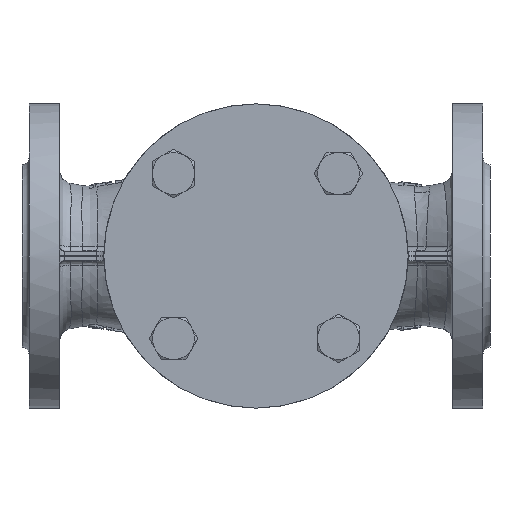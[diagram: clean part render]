
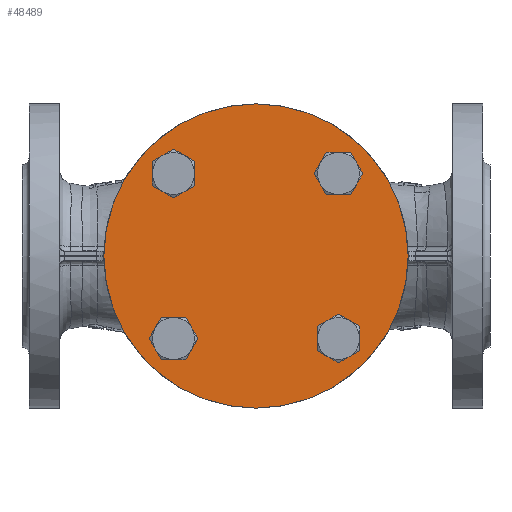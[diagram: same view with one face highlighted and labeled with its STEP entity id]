
A CAD part, front view. The second image highlights one B-rep face of the part: STEP entity #48489.
In plain terms, the highlighted planar face has unit normal (0, -1, 0).
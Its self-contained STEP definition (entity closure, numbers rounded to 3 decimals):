
#5567 = EDGE_CURVE ( 'NONE', #94128, #94062, #66009, .T. ) ;
#5882 = EDGE_CURVE ( 'NONE', #8494, #94130, #119164, .T. ) ;
#8252 = VERTEX_POINT ( 'NONE', #154267 ) ;
#8450 = VERTEX_POINT ( 'NONE', #154465 ) ;
#8494 = VERTEX_POINT ( 'NONE', #154509 ) ;
#8622 = VERTEX_POINT ( 'NONE', #154637 ) ;
#8634 = VERTEX_POINT ( 'NONE', #154649 ) ;
#8750 = VERTEX_POINT ( 'NONE', #154765 ) ;
#9024 = VERTEX_POINT ( 'NONE', #155039 ) ;
#14150 = EDGE_CURVE ( 'NONE', #94130, #8494, #60152, .T. ) ;
#14151 = EDGE_CURVE ( 'NONE', #8252, #8634, #60587, .T. ) ;
#14152 = EDGE_CURVE ( 'NONE', #8622, #8750, #139402, .T. ) ;
#14153 = EDGE_CURVE ( 'NONE', #9024, #8450, #139397, .T. ) ;
#14154 = EDGE_CURVE ( 'NONE', #94062, #94128, #139394, .T. ) ;
#33874 = PLANE ( 'NONE',  #36015 ) ;
#33881 = FACE_BOUND ( 'NONE', #131388, .T. ) ;
#33888 = FACE_BOUND ( 'NONE', #131360, .T. ) ;
#33890 = FACE_BOUND ( 'NONE', #96072, .T. ) ;
#33893 = CARTESIAN_POINT ( 'NONE',  ( 0., -116.021, 0. ) ) ;
#33895 = FACE_OUTER_BOUND ( 'NONE', #131510, .T. ) ;
#33899 = FACE_BOUND ( 'NONE', #131418, .T. ) ;
#33901 = DIRECTION ( 'NONE',  ( 0., 1., 0. ) ) ;
#33903 = DIRECTION ( 'NONE',  ( 0., 0., 1. ) ) ;
#36015 = AXIS2_PLACEMENT_3D ( 'NONE', #33893, #33901, #33903 ) ;
#48489 = ADVANCED_FACE ( 'NONE', ( #33890, #33881, #33895, #33899, #33888 ), #33874, .F. ) ;
#60145 = AXIS2_PLACEMENT_3D ( 'NONE', #155785, #155786, #155788 ) ;
#60152 = CIRCLE ( 'NONE', #60145, 6.461 ) ;
#60587 = CIRCLE ( 'NONE', #139400, 6.461 ) ;
#66009 = CIRCLE ( 'NONE', #66094, 6.461 ) ;
#66094 = AXIS2_PLACEMENT_3D ( 'NONE', #138858, #138860, #138862 ) ;
#71057 = ORIENTED_EDGE ( 'NONE', *, *, #140273, .F. ) ;
#71060 = ORIENTED_EDGE ( 'NONE', *, *, #14153, .F. ) ;
#71063 = ORIENTED_EDGE ( 'NONE', *, *, #5567, .F. ) ;
#71066 = ORIENTED_EDGE ( 'NONE', *, *, #14154, .F. ) ;
#71069 = ORIENTED_EDGE ( 'NONE', *, *, #14152, .F. ) ;
#71072 = ORIENTED_EDGE ( 'NONE', *, *, #140584, .F. ) ;
#71075 = ORIENTED_EDGE ( 'NONE', *, *, #140560, .F. ) ;
#71078 = ORIENTED_EDGE ( 'NONE', *, *, #14151, .F. ) ;
#71081 = ORIENTED_EDGE ( 'NONE', *, *, #14150, .F. ) ;
#71087 = ORIENTED_EDGE ( 'NONE', *, *, #5882, .F. ) ;
#94062 = VERTEX_POINT ( 'NONE', #102138 ) ;
#94128 = VERTEX_POINT ( 'NONE', #102220 ) ;
#94130 = VERTEX_POINT ( 'NONE', #102224 ) ;
#96072 = EDGE_LOOP ( 'NONE', ( #71087, #71081 ) ) ;
#102138 = CARTESIAN_POINT ( 'NONE',  ( 35.355, -116.021, 41.816 ) ) ;
#102220 = CARTESIAN_POINT ( 'NONE',  ( 35.355, -116.021, 28.894 ) ) ;
#102224 = CARTESIAN_POINT ( 'NONE',  ( -41.816, -116.021, 35.355 ) ) ;
#108714 = CIRCLE ( 'NONE', #108719, 6.461 ) ;
#108719 = AXIS2_PLACEMENT_3D ( 'NONE', #146040, #146042, #146044 ) ;
#109013 = CIRCLE ( 'NONE', #109024, 6.461 ) ;
#109024 = AXIS2_PLACEMENT_3D ( 'NONE', #147194, #147196, #147198 ) ;
#109058 = CIRCLE ( 'NONE', #109069, 65.195 ) ;
#109069 = AXIS2_PLACEMENT_3D ( 'NONE', #147291, #147293, #147295 ) ;
#119164 = CIRCLE ( 'NONE', #119686, 6.461 ) ;
#119686 = AXIS2_PLACEMENT_3D ( 'NONE', #140291, #140292, #140294 ) ;
#131360 = EDGE_LOOP ( 'NONE', ( #71063, #71066 ) ) ;
#131388 = EDGE_LOOP ( 'NONE', ( #71075, #71078 ) ) ;
#131418 = EDGE_LOOP ( 'NONE', ( #71057, #71060 ) ) ;
#131510 = EDGE_LOOP ( 'NONE', ( #71069, #71072 ) ) ;
#138858 = CARTESIAN_POINT ( 'NONE',  ( 35.355, -116.021, 35.355 ) ) ;
#138860 = DIRECTION ( 'NONE',  ( 0., -1., 0. ) ) ;
#138862 = DIRECTION ( 'NONE',  ( 0., 0., -1. ) ) ;
#139393 = AXIS2_PLACEMENT_3D ( 'NONE', #155815, #155817, #155819 ) ;
#139394 = CIRCLE ( 'NONE', #139393, 6.461 ) ;
#139397 = CIRCLE ( 'NONE', #139398, 6.461 ) ;
#139398 = AXIS2_PLACEMENT_3D ( 'NONE', #155806, #155808, #155810 ) ;
#139399 = AXIS2_PLACEMENT_3D ( 'NONE', #155797, #155799, #155801 ) ;
#139400 = AXIS2_PLACEMENT_3D ( 'NONE', #155791, #155792, #155793 ) ;
#139402 = CIRCLE ( 'NONE', #139399, 65.195 ) ;
#140273 = EDGE_CURVE ( 'NONE', #8450, #9024, #108714, .T. ) ;
#140291 = CARTESIAN_POINT ( 'NONE',  ( -35.355, -116.021, 35.355 ) ) ;
#140292 = DIRECTION ( 'NONE',  ( 0., -1., 0. ) ) ;
#140294 = DIRECTION ( 'NONE',  ( 0., 0., -1. ) ) ;
#140560 = EDGE_CURVE ( 'NONE', #8634, #8252, #109013, .T. ) ;
#140584 = EDGE_CURVE ( 'NONE', #8750, #8622, #109058, .T. ) ;
#146040 = CARTESIAN_POINT ( 'NONE',  ( -35.355, -116.021, -35.355 ) ) ;
#146042 = DIRECTION ( 'NONE',  ( 0., -1., 0. ) ) ;
#146044 = DIRECTION ( 'NONE',  ( 0., 0., -1. ) ) ;
#147194 = CARTESIAN_POINT ( 'NONE',  ( 35.355, -116.021, -35.355 ) ) ;
#147196 = DIRECTION ( 'NONE',  ( 0., -1., 0. ) ) ;
#147198 = DIRECTION ( 'NONE',  ( 0., 0., -1. ) ) ;
#147291 = CARTESIAN_POINT ( 'NONE',  ( 0., -116.021, 0. ) ) ;
#147293 = DIRECTION ( 'NONE',  ( 0., 1., 0. ) ) ;
#147295 = DIRECTION ( 'NONE',  ( 0., 0., 1. ) ) ;
#154267 = CARTESIAN_POINT ( 'NONE',  ( 41.816, -116.021, -35.355 ) ) ;
#154465 = CARTESIAN_POINT ( 'NONE',  ( -35.355, -116.021, -28.894 ) ) ;
#154509 = CARTESIAN_POINT ( 'NONE',  ( -28.894, -116.021, 35.355 ) ) ;
#154637 = CARTESIAN_POINT ( 'NONE',  ( 0., -116.021, -65.195 ) ) ;
#154649 = CARTESIAN_POINT ( 'NONE',  ( 28.894, -116.021, -35.355 ) ) ;
#154765 = CARTESIAN_POINT ( 'NONE',  ( 0., -116.021, 65.195 ) ) ;
#155039 = CARTESIAN_POINT ( 'NONE',  ( -35.355, -116.021, -41.816 ) ) ;
#155785 = CARTESIAN_POINT ( 'NONE',  ( -35.355, -116.021, 35.355 ) ) ;
#155786 = DIRECTION ( 'NONE',  ( 0., -1., 0. ) ) ;
#155788 = DIRECTION ( 'NONE',  ( 0., 0., -1. ) ) ;
#155791 = CARTESIAN_POINT ( 'NONE',  ( 35.355, -116.021, -35.355 ) ) ;
#155792 = DIRECTION ( 'NONE',  ( 0., -1., 0. ) ) ;
#155793 = DIRECTION ( 'NONE',  ( 0., 0., -1. ) ) ;
#155797 = CARTESIAN_POINT ( 'NONE',  ( 0., -116.021, 0. ) ) ;
#155799 = DIRECTION ( 'NONE',  ( 0., 1., 0. ) ) ;
#155801 = DIRECTION ( 'NONE',  ( 0., 0., 1. ) ) ;
#155806 = CARTESIAN_POINT ( 'NONE',  ( -35.355, -116.021, -35.355 ) ) ;
#155808 = DIRECTION ( 'NONE',  ( 0., -1., 0. ) ) ;
#155810 = DIRECTION ( 'NONE',  ( 0., 0., -1. ) ) ;
#155815 = CARTESIAN_POINT ( 'NONE',  ( 35.355, -116.021, 35.355 ) ) ;
#155817 = DIRECTION ( 'NONE',  ( 0., -1., 0. ) ) ;
#155819 = DIRECTION ( 'NONE',  ( 0., 0., -1. ) ) ;
